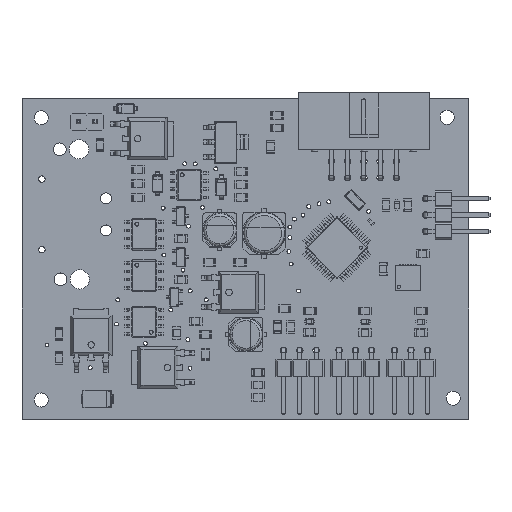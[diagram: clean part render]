
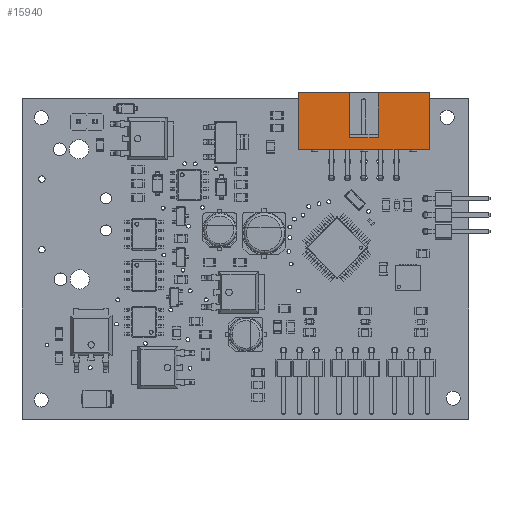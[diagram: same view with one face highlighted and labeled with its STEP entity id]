
A CAD part, top view. The second image highlights one B-rep face of the part: STEP entity #15940.
In plain terms, the highlighted planar face has unit normal (0, 0, 1).
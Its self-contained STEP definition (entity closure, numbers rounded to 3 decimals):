
#15940 = ADVANCED_FACE('',(#15941),#16007,.T.);
#15941 = FACE_BOUND('',#15942,.T.);
#15942 = EDGE_LOOP('',(#15943,#15953,#15961,#15969,#15977,#15985,#15993,
    #16001));
#15943 = ORIENTED_EDGE('',*,*,#15944,.F.);
#15944 = EDGE_CURVE('',#15945,#15947,#15949,.T.);
#15945 = VERTEX_POINT('',#15946);
#15946 = CARTESIAN_POINT('',(4.38,5.1,9.095));
#15947 = VERTEX_POINT('',#15948);
#15948 = CARTESIAN_POINT('',(13.23,5.1,9.095));
#15949 = LINE('',#15950,#15951);
#15950 = CARTESIAN_POINT('',(4.38,5.1,9.095));
#15951 = VECTOR('',#15952,1.);
#15952 = DIRECTION('',(1.,0.,0.));
#15953 = ORIENTED_EDGE('',*,*,#15954,.T.);
#15954 = EDGE_CURVE('',#15945,#15955,#15957,.T.);
#15955 = VERTEX_POINT('',#15956);
#15956 = CARTESIAN_POINT('',(4.38,-15.26,9.095));
#15957 = LINE('',#15958,#15959);
#15958 = CARTESIAN_POINT('',(4.38,5.1,9.095));
#15959 = VECTOR('',#15960,1.);
#15960 = DIRECTION('',(0.,-1.,0.));
#15961 = ORIENTED_EDGE('',*,*,#15962,.T.);
#15962 = EDGE_CURVE('',#15955,#15963,#15965,.T.);
#15963 = VERTEX_POINT('',#15964);
#15964 = CARTESIAN_POINT('',(13.23,-15.26,9.095));
#15965 = LINE('',#15966,#15967);
#15966 = CARTESIAN_POINT('',(6.73,-15.26,9.095));
#15967 = VECTOR('',#15968,1.);
#15968 = DIRECTION('',(1.,0.,0.));
#15969 = ORIENTED_EDGE('',*,*,#15970,.F.);
#15970 = EDGE_CURVE('',#15971,#15963,#15973,.T.);
#15971 = VERTEX_POINT('',#15972);
#15972 = CARTESIAN_POINT('',(13.23,-7.33,9.095));
#15973 = LINE('',#15974,#15975);
#15974 = CARTESIAN_POINT('',(13.23,5.1,9.095));
#15975 = VECTOR('',#15976,1.);
#15976 = DIRECTION('',(0.,-1.,0.));
#15977 = ORIENTED_EDGE('',*,*,#15978,.T.);
#15978 = EDGE_CURVE('',#15971,#15979,#15981,.T.);
#15979 = VERTEX_POINT('',#15980);
#15980 = CARTESIAN_POINT('',(6.23,-7.33,9.095));
#15981 = LINE('',#15982,#15983);
#15982 = CARTESIAN_POINT('',(7.518,-7.33,9.095));
#15983 = VECTOR('',#15984,1.);
#15984 = DIRECTION('',(-1.,0.,0.));
#15985 = ORIENTED_EDGE('',*,*,#15986,.T.);
#15986 = EDGE_CURVE('',#15979,#15987,#15989,.T.);
#15987 = VERTEX_POINT('',#15988);
#15988 = CARTESIAN_POINT('',(6.23,-2.83,9.095));
#15989 = LINE('',#15990,#15991);
#15990 = CARTESIAN_POINT('',(6.23,-5.08,9.095));
#15991 = VECTOR('',#15992,1.);
#15992 = DIRECTION('',(0.,1.,0.));
#15993 = ORIENTED_EDGE('',*,*,#15994,.T.);
#15994 = EDGE_CURVE('',#15987,#15995,#15997,.T.);
#15995 = VERTEX_POINT('',#15996);
#15996 = CARTESIAN_POINT('',(13.23,-2.83,9.095));
#15997 = LINE('',#15998,#15999);
#15998 = CARTESIAN_POINT('',(7.518,-2.83,9.095));
#15999 = VECTOR('',#16000,1.);
#16000 = DIRECTION('',(1.,0.,0.));
#16001 = ORIENTED_EDGE('',*,*,#16002,.F.);
#16002 = EDGE_CURVE('',#15947,#15995,#16003,.T.);
#16003 = LINE('',#16004,#16005);
#16004 = CARTESIAN_POINT('',(13.23,5.1,9.095));
#16005 = VECTOR('',#16006,1.);
#16006 = DIRECTION('',(0.,-1.,0.));
#16007 = PLANE('',#16008);
#16008 = AXIS2_PLACEMENT_3D('',#16009,#16010,#16011);
#16009 = CARTESIAN_POINT('',(8.805,-5.08,9.095));
#16010 = DIRECTION('',(0.,-0.,1.));
#16011 = DIRECTION('',(-1.,0.,0.));
